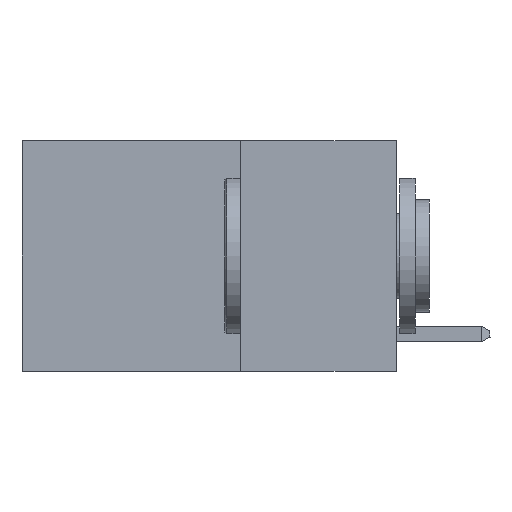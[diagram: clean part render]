
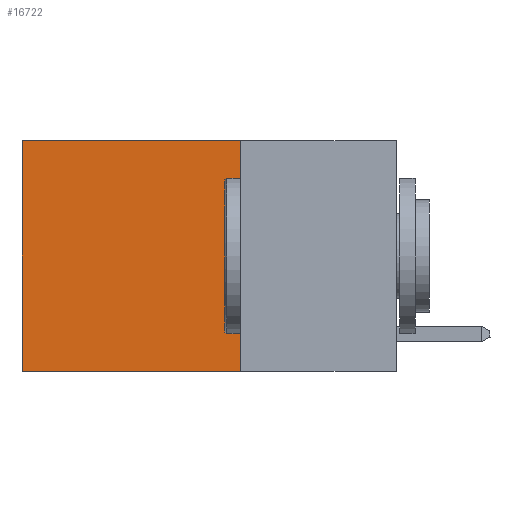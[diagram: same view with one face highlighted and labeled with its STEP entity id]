
A CAD part, left-side view. The second image highlights one B-rep face of the part: STEP entity #16722.
In plain terms, the highlighted planar face has unit normal (-1, 0, 0).
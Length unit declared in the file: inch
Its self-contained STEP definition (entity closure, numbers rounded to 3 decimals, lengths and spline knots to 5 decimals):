
#787 = ORIENTED_EDGE ( 'NONE', *, *, #18829, .F. ) ;
#1452 = CARTESIAN_POINT ( 'NONE',  ( 0.2625, 0.25, -0.37 ) ) ;
#2169 = VERTEX_POINT ( 'NONE', #18165 ) ;
#2584 = CARTESIAN_POINT ( 'NONE',  ( 0.2625, 0.25, 0. ) ) ;
#3690 = CARTESIAN_POINT ( 'NONE',  ( 0.2625, 0.25, 0. ) ) ;
#4138 = DIRECTION ( 'NONE',  ( 0., 0., -1. ) ) ;
#4912 = ORIENTED_EDGE ( 'NONE', *, *, #10971, .T. ) ;
#5175 = DIRECTION ( 'NONE',  ( 0., 1., 0. ) ) ;
#6774 = CARTESIAN_POINT ( 'NONE',  ( 0.2625, 0.25, -0.37 ) ) ;
#8494 = VECTOR ( 'NONE', #17956, 39.37008 ) ;
#8792 = CARTESIAN_POINT ( 'NONE',  ( 0.2625, 0.6, 0. ) ) ;
#9628 = LINE ( 'NONE', #2584, #23237 ) ;
#9867 = LINE ( 'NONE', #8792, #22309 ) ;
#10366 = CARTESIAN_POINT ( 'NONE',  ( 0.2625, 0.6, 0. ) ) ;
#10941 = CARTESIAN_POINT ( 'NONE',  ( 0.2625, 0.25, 0. ) ) ;
#10971 = EDGE_CURVE ( 'NONE', #23013, #2169, #9867, .T. ) ;
#11872 = VERTEX_POINT ( 'NONE', #1452 ) ;
#12499 = FACE_OUTER_BOUND ( 'NONE', #20274, .T. ) ;
#13082 = PLANE ( 'NONE',  #17598 ) ;
#14354 = EDGE_CURVE ( 'NONE', #11872, #2169, #21577, .T. ) ;
#14996 = VERTEX_POINT ( 'NONE', #3690 ) ;
#16722 = ADVANCED_FACE ( 'NONE', ( #12499 ), #13082, .F. ) ;
#16967 = ORIENTED_EDGE ( 'NONE', *, *, #14354, .F. ) ;
#17527 = DIRECTION ( 'NONE',  ( 0., 0., -1. ) ) ;
#17598 = AXIS2_PLACEMENT_3D ( 'NONE', #10941, #20002, #4138 ) ;
#17956 = DIRECTION ( 'NONE',  ( 0., 1., 0. ) ) ;
#18165 = CARTESIAN_POINT ( 'NONE',  ( 0.2625, 0.6, -0.37 ) ) ;
#18829 = EDGE_CURVE ( 'NONE', #14996, #11872, #9628, .T. ) ;
#20002 = DIRECTION ( 'NONE',  ( 1., 0., 0. ) ) ;
#20274 = EDGE_LOOP ( 'NONE', ( #4912, #16967, #787, #22312 ) ) ;
#20370 = VECTOR ( 'NONE', #5175, 39.37008 ) ;
#20916 = CARTESIAN_POINT ( 'NONE',  ( 0.2625, 0.25, 0. ) ) ;
#21577 = LINE ( 'NONE', #6774, #8494 ) ;
#22216 = EDGE_CURVE ( 'NONE', #14996, #23013, #23044, .T. ) ;
#22309 = VECTOR ( 'NONE', #17527, 39.37008 ) ;
#22312 = ORIENTED_EDGE ( 'NONE', *, *, #22216, .T. ) ;
#22573 = DIRECTION ( 'NONE',  ( 0., 0., -1. ) ) ;
#23013 = VERTEX_POINT ( 'NONE', #10366 ) ;
#23044 = LINE ( 'NONE', #20916, #20370 ) ;
#23237 = VECTOR ( 'NONE', #22573, 39.37008 ) ;
